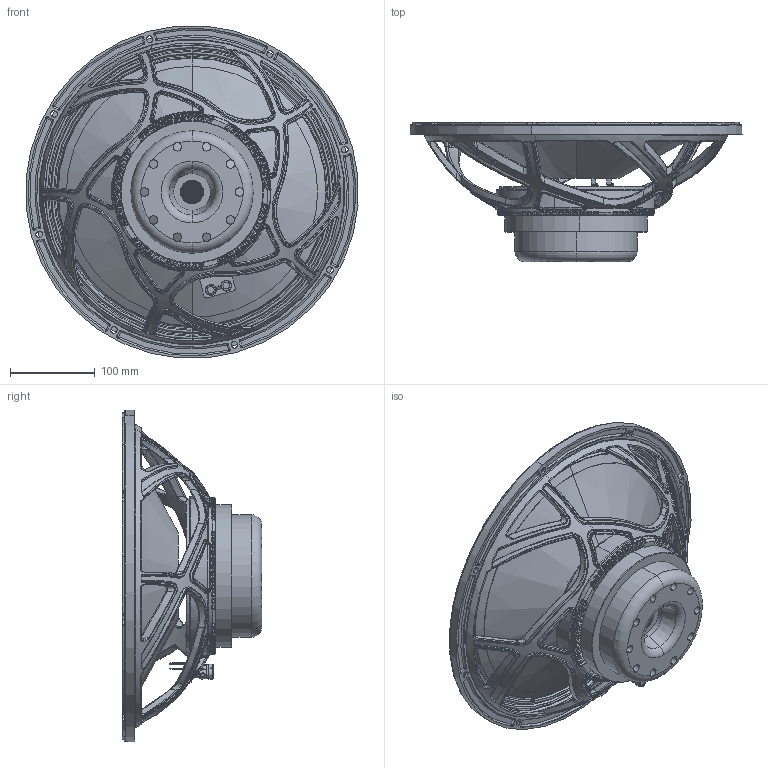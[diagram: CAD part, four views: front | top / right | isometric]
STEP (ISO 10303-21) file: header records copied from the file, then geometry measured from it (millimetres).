
FILE_DESCRIPTION (( 'STEP AP203' ), '1' );
FILE_NAME ('262-15NPM.STEP', '2023-04-20T12:21:04', ( '微软用户' ), ( '微软中国' ), 'SwSTEP 2.0', 'SolidWorks 2020', '' );
FILE_SCHEMA (( 'CONFIG_CONTROL_DESIGN' ));
Length unit declared in the file: millimetre
Products named in the file (1): 262-15NPM
Bounding box: 390.85 x 164 x 390.85 mm (x, y, z)
Surface area: 577218.7 mm2 (no closed solid volume)
Topology: 0 solids, 29 shells, 2071 faces, 8878 edges, 6538 vertices
Faces by surface type: bspline 854, torus 519, plane 237, cylinder 227, cone 203, sphere 31
Entity records: 163606 total; most frequent: CARTESIAN_POINT 98252, ORIENTED_EDGE 12983, DIRECTION 11548, EDGE_CURVE 8831, VERTEX_POINT 6538, AXIS2_PLACEMENT_3D 4081, LINE 3386, VECTOR 3386
